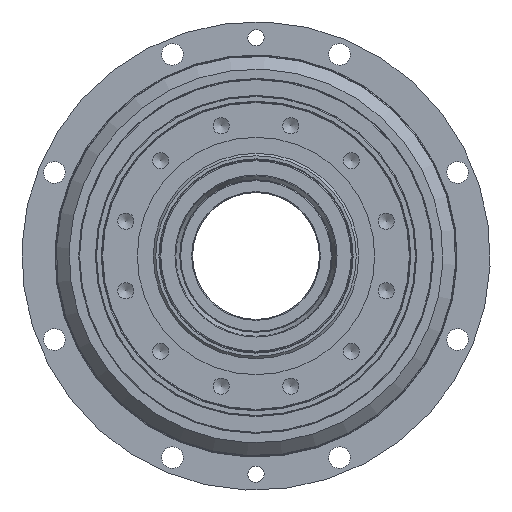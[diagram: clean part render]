
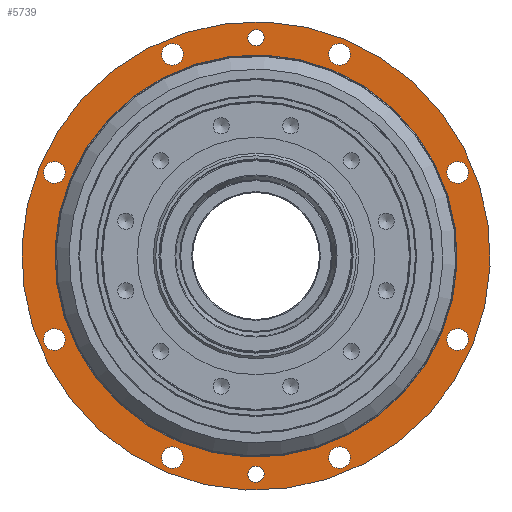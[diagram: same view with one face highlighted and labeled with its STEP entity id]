
A CAD part, left-side view. The second image highlights one B-rep face of the part: STEP entity #5739.
In plain terms, the highlighted face is planar.
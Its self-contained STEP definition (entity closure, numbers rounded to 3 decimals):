
#655=PLANE('',#6424);
#962=FACE_BOUND('',#2089,.T.);
#963=FACE_BOUND('',#2090,.T.);
#964=FACE_BOUND('',#2091,.T.);
#965=FACE_BOUND('',#2092,.T.);
#966=FACE_BOUND('',#2093,.T.);
#967=FACE_BOUND('',#2094,.T.);
#968=FACE_BOUND('',#2095,.T.);
#969=FACE_BOUND('',#2096,.T.);
#970=FACE_BOUND('',#2097,.T.);
#971=FACE_BOUND('',#2098,.T.);
#972=FACE_BOUND('',#2099,.T.);
#1410=FACE_OUTER_BOUND('',#2088,.T.);
#2088=EDGE_LOOP('',(#4648));
#2089=EDGE_LOOP('',(#4649));
#2090=EDGE_LOOP('',(#4650));
#2091=EDGE_LOOP('',(#4651));
#2092=EDGE_LOOP('',(#4652));
#2093=EDGE_LOOP('',(#4653));
#2094=EDGE_LOOP('',(#4654));
#2095=EDGE_LOOP('',(#4655));
#2096=EDGE_LOOP('',(#4656));
#2097=EDGE_LOOP('',(#4657));
#2098=EDGE_LOOP('',(#4658));
#2099=EDGE_LOOP('',(#4659));
#2534=CIRCLE('',#6423,125.4);
#2535=CIRCLE('',#6425,146.);
#2536=CIRCLE('',#6426,6.75);
#2537=CIRCLE('',#6427,6.75);
#2538=CIRCLE('',#6428,6.75);
#2539=CIRCLE('',#6429,6.75);
#2540=CIRCLE('',#6430,6.75);
#2541=CIRCLE('',#6431,6.75);
#2542=CIRCLE('',#6432,6.75);
#2543=CIRCLE('',#6433,6.75);
#2544=CIRCLE('',#6434,5.053);
#2545=CIRCLE('',#6435,5.053);
#3018=VERTEX_POINT('',#9636);
#3019=VERTEX_POINT('',#9639);
#3020=VERTEX_POINT('',#9641);
#3021=VERTEX_POINT('',#9643);
#3022=VERTEX_POINT('',#9645);
#3023=VERTEX_POINT('',#9647);
#3024=VERTEX_POINT('',#9649);
#3025=VERTEX_POINT('',#9651);
#3026=VERTEX_POINT('',#9653);
#3027=VERTEX_POINT('',#9655);
#3028=VERTEX_POINT('',#9657);
#3029=VERTEX_POINT('',#9659);
#3592=EDGE_CURVE('',#3018,#3018,#2534,.T.);
#3593=EDGE_CURVE('',#3019,#3019,#2535,.T.);
#3594=EDGE_CURVE('',#3020,#3020,#2536,.T.);
#3595=EDGE_CURVE('',#3021,#3021,#2537,.T.);
#3596=EDGE_CURVE('',#3022,#3022,#2538,.T.);
#3597=EDGE_CURVE('',#3023,#3023,#2539,.T.);
#3598=EDGE_CURVE('',#3024,#3024,#2540,.T.);
#3599=EDGE_CURVE('',#3025,#3025,#2541,.T.);
#3600=EDGE_CURVE('',#3026,#3026,#2542,.T.);
#3601=EDGE_CURVE('',#3027,#3027,#2543,.T.);
#3602=EDGE_CURVE('',#3028,#3028,#2544,.T.);
#3603=EDGE_CURVE('',#3029,#3029,#2545,.T.);
#4648=ORIENTED_EDGE('',*,*,#3593,.T.);
#4649=ORIENTED_EDGE('',*,*,#3594,.T.);
#4650=ORIENTED_EDGE('',*,*,#3595,.T.);
#4651=ORIENTED_EDGE('',*,*,#3596,.T.);
#4652=ORIENTED_EDGE('',*,*,#3597,.T.);
#4653=ORIENTED_EDGE('',*,*,#3598,.T.);
#4654=ORIENTED_EDGE('',*,*,#3599,.T.);
#4655=ORIENTED_EDGE('',*,*,#3600,.T.);
#4656=ORIENTED_EDGE('',*,*,#3601,.T.);
#4657=ORIENTED_EDGE('',*,*,#3602,.T.);
#4658=ORIENTED_EDGE('',*,*,#3603,.T.);
#4659=ORIENTED_EDGE('',*,*,#3592,.F.);
#5739=ADVANCED_FACE('',(#1410,#962,#963,#964,#965,#966,#967,#968,#969,#970,
#971,#972),#655,.F.);
#6423=AXIS2_PLACEMENT_3D('',#9637,#7957,#7958);
#6424=AXIS2_PLACEMENT_3D('',#9638,#7959,#7960);
#6425=AXIS2_PLACEMENT_3D('',#9640,#7961,#7962);
#6426=AXIS2_PLACEMENT_3D('',#9642,#7963,#7964);
#6427=AXIS2_PLACEMENT_3D('',#9644,#7965,#7966);
#6428=AXIS2_PLACEMENT_3D('',#9646,#7967,#7968);
#6429=AXIS2_PLACEMENT_3D('',#9648,#7969,#7970);
#6430=AXIS2_PLACEMENT_3D('',#9650,#7971,#7972);
#6431=AXIS2_PLACEMENT_3D('',#9652,#7973,#7974);
#6432=AXIS2_PLACEMENT_3D('',#9654,#7975,#7976);
#6433=AXIS2_PLACEMENT_3D('',#9656,#7977,#7978);
#6434=AXIS2_PLACEMENT_3D('',#9658,#7979,#7980);
#6435=AXIS2_PLACEMENT_3D('',#9660,#7981,#7982);
#7957=DIRECTION('center_axis',(-1.,0.,0.));
#7958=DIRECTION('ref_axis',(0.,0.383,-0.924));
#7959=DIRECTION('center_axis',(1.,0.,0.));
#7960=DIRECTION('ref_axis',(0.,0.383,-0.924));
#7961=DIRECTION('center_axis',(-1.,0.,0.));
#7962=DIRECTION('ref_axis',(0.,-0.924,-0.383));
#7963=DIRECTION('center_axis',(1.,0.,0.));
#7964=DIRECTION('ref_axis',(0.,0.383,-0.924));
#7965=DIRECTION('center_axis',(1.,0.,0.));
#7966=DIRECTION('ref_axis',(0.,0.924,-0.383));
#7967=DIRECTION('center_axis',(1.,0.,0.));
#7968=DIRECTION('ref_axis',(0.,0.924,0.383));
#7969=DIRECTION('center_axis',(1.,0.,0.));
#7970=DIRECTION('ref_axis',(0.,0.383,0.924));
#7971=DIRECTION('center_axis',(1.,0.,0.));
#7972=DIRECTION('ref_axis',(0.,-0.383,0.924));
#7973=DIRECTION('center_axis',(1.,0.,0.));
#7974=DIRECTION('ref_axis',(0.,-0.924,0.383));
#7975=DIRECTION('center_axis',(1.,0.,0.));
#7976=DIRECTION('ref_axis',(0.,-0.924,-0.383));
#7977=DIRECTION('center_axis',(1.,0.,0.));
#7978=DIRECTION('ref_axis',(0.,-0.383,-0.924));
#7979=DIRECTION('center_axis',(1.,0.,0.));
#7980=DIRECTION('ref_axis',(0.,0.383,-0.924));
#7981=DIRECTION('center_axis',(1.,0.,0.));
#7982=DIRECTION('ref_axis',(0.,-0.383,0.924));
#9636=CARTESIAN_POINT('',(66.5,-47.989,115.854));
#9637=CARTESIAN_POINT('Origin',(66.5,0.,0.));
#9638=CARTESIAN_POINT('Origin',(66.5,0.,0.));
#9639=CARTESIAN_POINT('',(66.5,134.886,55.872));
#9640=CARTESIAN_POINT('Origin',(66.5,0.,0.));
#9641=CARTESIAN_POINT('',(66.5,123.065,58.281));
#9642=CARTESIAN_POINT('Origin',(66.5,125.648,52.045));
#9643=CARTESIAN_POINT('',(66.5,45.809,128.231));
#9644=CARTESIAN_POINT('Origin',(66.5,52.045,125.648));
#9645=CARTESIAN_POINT('',(66.5,-58.281,123.065));
#9646=CARTESIAN_POINT('Origin',(66.5,-52.045,125.648));
#9647=CARTESIAN_POINT('',(66.5,-128.231,45.809));
#9648=CARTESIAN_POINT('Origin',(66.5,-125.648,52.045));
#9649=CARTESIAN_POINT('',(66.5,-123.065,-58.281));
#9650=CARTESIAN_POINT('Origin',(66.5,-125.648,-52.045));
#9651=CARTESIAN_POINT('',(66.5,-45.809,-128.231));
#9652=CARTESIAN_POINT('Origin',(66.5,-52.045,-125.648));
#9653=CARTESIAN_POINT('',(66.5,58.281,-123.065));
#9654=CARTESIAN_POINT('Origin',(66.5,52.045,-125.648));
#9655=CARTESIAN_POINT('',(66.5,128.231,-45.809));
#9656=CARTESIAN_POINT('Origin',(66.5,125.648,-52.045));
#9657=CARTESIAN_POINT('',(66.5,-1.934,-131.332));
#9658=CARTESIAN_POINT('Origin',(66.5,0.,-136.));
#9659=CARTESIAN_POINT('',(66.5,1.934,131.332));
#9660=CARTESIAN_POINT('Origin',(66.5,0.,136.));
